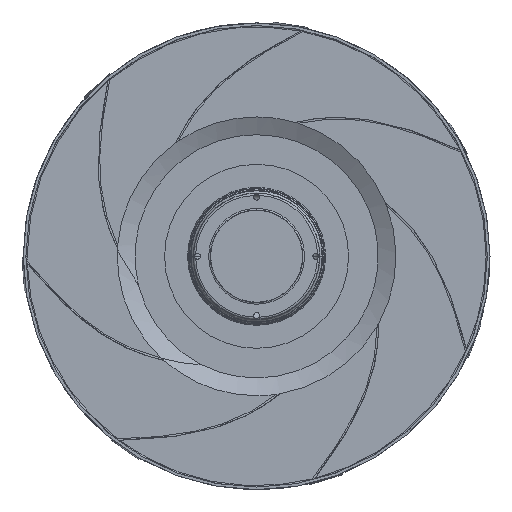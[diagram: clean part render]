
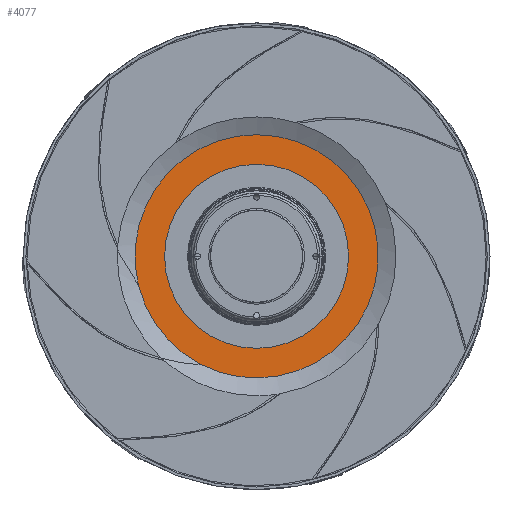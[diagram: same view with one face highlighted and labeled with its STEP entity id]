
A CAD part, front view. The second image highlights one B-rep face of the part: STEP entity #4077.
In plain terms, the highlighted planar face has unit normal (0, -1, 0).
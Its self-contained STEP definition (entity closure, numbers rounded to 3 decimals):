
#185=CARTESIAN_POINT('',(0.,5.,0.));
#186=DIRECTION('',(0.,1.,0.));
#187=DIRECTION('',(-0.971,0.,-0.237));
#188=AXIS2_PLACEMENT_3D('',#185,#186,#187);
#190=CARTESIAN_POINT('',(0.,5.,0.));
#191=DIRECTION('',(0.,1.,0.));
#192=DIRECTION('',(0.,0.,1.));
#193=AXIS2_PLACEMENT_3D('',#190,#191,#192);
#195=CARTESIAN_POINT('',(0.,5.,0.));
#196=DIRECTION('',(0.,1.,0.));
#197=DIRECTION('',(0.971,0.,0.237));
#198=AXIS2_PLACEMENT_3D('',#195,#196,#197);
#200=CARTESIAN_POINT('',(0.,5.,0.));
#201=DIRECTION('',(0.,1.,0.));
#202=DIRECTION('',(0.,0.,-1.));
#203=AXIS2_PLACEMENT_3D('',#200,#201,#202);
#205=CARTESIAN_POINT('',(0.,5.,0.));
#206=DIRECTION('',(0.,1.,0.));
#207=DIRECTION('',(-0.448,0.,-0.894));
#208=AXIS2_PLACEMENT_3D('',#205,#206,#207);
#210=CARTESIAN_POINT('',(60.,5.,0.));
#211=DIRECTION('',(0.,-1.,0.));
#212=DIRECTION('',(1.,0.,0.));
#213=AXIS2_PLACEMENT_3D('',#210,#211,#212);
#215=CARTESIAN_POINT('',(60.,5.,0.));
#216=DIRECTION('',(0.,-1.,0.));
#217=DIRECTION('',(-1.,0.,0.));
#218=AXIS2_PLACEMENT_3D('',#215,#216,#217);
#220=CARTESIAN_POINT('',(18.541,5.,-57.063));
#221=DIRECTION('',(0.,-1.,0.));
#222=DIRECTION('',(0.309,0.,-0.951));
#223=AXIS2_PLACEMENT_3D('',#220,#221,#222);
#225=CARTESIAN_POINT('',(18.541,5.,-57.063));
#226=DIRECTION('',(0.,-1.,0.));
#227=DIRECTION('',(-0.309,0.,0.951));
#228=AXIS2_PLACEMENT_3D('',#225,#226,#227);
#230=CARTESIAN_POINT('',(-48.541,5.,-35.267));
#231=DIRECTION('',(0.,-1.,0.));
#232=DIRECTION('',(-0.809,0.,-0.588));
#233=AXIS2_PLACEMENT_3D('',#230,#231,#232);
#235=CARTESIAN_POINT('',(-48.541,5.,-35.267));
#236=DIRECTION('',(0.,-1.,0.));
#237=DIRECTION('',(0.809,0.,0.588));
#238=AXIS2_PLACEMENT_3D('',#235,#236,#237);
#240=CARTESIAN_POINT('',(-48.541,5.,35.267));
#241=DIRECTION('',(0.,-1.,0.));
#242=DIRECTION('',(-0.809,0.,0.588));
#243=AXIS2_PLACEMENT_3D('',#240,#241,#242);
#245=CARTESIAN_POINT('',(-48.541,5.,35.267));
#246=DIRECTION('',(0.,-1.,0.));
#247=DIRECTION('',(0.809,0.,-0.588));
#248=AXIS2_PLACEMENT_3D('',#245,#246,#247);
#250=CARTESIAN_POINT('',(18.541,5.,57.063));
#251=DIRECTION('',(0.,-1.,0.));
#252=DIRECTION('',(0.309,0.,0.951));
#253=AXIS2_PLACEMENT_3D('',#250,#251,#252);
#255=CARTESIAN_POINT('',(18.541,5.,57.063));
#256=DIRECTION('',(0.,-1.,0.));
#257=DIRECTION('',(-0.309,0.,-0.951));
#258=AXIS2_PLACEMENT_3D('',#255,#256,#257);
#260=CARTESIAN_POINT('',(0.,5.,0.));
#261=DIRECTION('',(0.,-1.,0.));
#262=DIRECTION('',(0.,0.,1.));
#263=AXIS2_PLACEMENT_3D('',#260,#261,#262);
#265=CARTESIAN_POINT('',(0.,5.,0.));
#266=DIRECTION('',(0.,-1.,0.));
#267=DIRECTION('',(0.,0.,-1.));
#268=AXIS2_PLACEMENT_3D('',#265,#266,#267);
#3368=CARTESIAN_POINT('',(0.,5.,-92.5));
#3369=CARTESIAN_POINT('',(-41.476,5.,-82.68));
#3370=VERTEX_POINT('',#3368);
#3371=VERTEX_POINT('',#3369);
#3372=CARTESIAN_POINT('',(89.859,5.,21.947));
#3373=VERTEX_POINT('',#3372);
#3374=CARTESIAN_POINT('',(0.,5.,92.5));
#3375=VERTEX_POINT('',#3374);
#3376=CARTESIAN_POINT('',(-89.859,5.,-21.947));
#3377=VERTEX_POINT('',#3376);
#3401=CARTESIAN_POINT('',(62.75,5.,0.));
#3402=CARTESIAN_POINT('',(57.25,5.,0.));
#3403=VERTEX_POINT('',#3401);
#3404=VERTEX_POINT('',#3402);
#3405=CARTESIAN_POINT('',(19.391,5.,-59.679));
#3406=CARTESIAN_POINT('',(17.691,5.,-54.448));
#3407=VERTEX_POINT('',#3405);
#3408=VERTEX_POINT('',#3406);
#3409=CARTESIAN_POINT('',(-50.766,5.,-36.884));
#3410=CARTESIAN_POINT('',(-46.316,5.,-33.651));
#3411=VERTEX_POINT('',#3409);
#3412=VERTEX_POINT('',#3410);
#3413=CARTESIAN_POINT('',(-50.766,5.,36.884));
#3414=CARTESIAN_POINT('',(-46.316,5.,33.651));
#3415=VERTEX_POINT('',#3413);
#3416=VERTEX_POINT('',#3414);
#3417=CARTESIAN_POINT('',(19.391,5.,59.679));
#3418=CARTESIAN_POINT('',(17.691,5.,54.448));
#3419=VERTEX_POINT('',#3417);
#3420=VERTEX_POINT('',#3418);
#3421=CARTESIAN_POINT('',(0.,5.,51.5));
#3422=CARTESIAN_POINT('',(0.,5.,-51.5));
#3423=VERTEX_POINT('',#3421);
#3424=VERTEX_POINT('',#3422);
#4028=CARTESIAN_POINT('',(0.,5.,0.));
#4029=DIRECTION('',(0.,1.,0.));
#4030=DIRECTION('',(0.,0.,-1.));
#4031=AXIS2_PLACEMENT_3D('',#4028,#4029,#4030);
#4032=PLANE('',#4031);
#4033=ORIENTED_EDGE('',*,*,#3990,.T.);
#4034=ORIENTED_EDGE('',*,*,#3988,.T.);
#4035=ORIENTED_EDGE('',*,*,#3986,.T.);
#4036=ORIENTED_EDGE('',*,*,#3984,.T.);
#4038=ORIENTED_EDGE('',*,*,#4037,.T.);
#4039=EDGE_LOOP('',(#4033,#4034,#4035,#4036,#4038));
#4040=FACE_OUTER_BOUND('',#4039,.F.);
#4042=ORIENTED_EDGE('',*,*,#4041,.T.);
#4044=ORIENTED_EDGE('',*,*,#4043,.T.);
#4045=EDGE_LOOP('',(#4042,#4044));
#4046=FACE_BOUND('',#4045,.F.);
#4048=ORIENTED_EDGE('',*,*,#4047,.T.);
#4050=ORIENTED_EDGE('',*,*,#4049,.T.);
#4051=EDGE_LOOP('',(#4048,#4050));
#4052=FACE_BOUND('',#4051,.F.);
#4054=ORIENTED_EDGE('',*,*,#4053,.T.);
#4056=ORIENTED_EDGE('',*,*,#4055,.T.);
#4057=EDGE_LOOP('',(#4054,#4056));
#4058=FACE_BOUND('',#4057,.F.);
#4060=ORIENTED_EDGE('',*,*,#4059,.T.);
#4062=ORIENTED_EDGE('',*,*,#4061,.T.);
#4063=EDGE_LOOP('',(#4060,#4062));
#4064=FACE_BOUND('',#4063,.F.);
#4066=ORIENTED_EDGE('',*,*,#4065,.T.);
#4068=ORIENTED_EDGE('',*,*,#4067,.T.);
#4069=EDGE_LOOP('',(#4066,#4068));
#4070=FACE_BOUND('',#4069,.F.);
#4072=ORIENTED_EDGE('',*,*,#4071,.T.);
#4074=ORIENTED_EDGE('',*,*,#4073,.T.);
#4075=EDGE_LOOP('',(#4072,#4074));
#4076=FACE_BOUND('',#4075,.F.);
#189=CIRCLE('',#188,92.5);
#194=CIRCLE('',#193,92.5);
#199=CIRCLE('',#198,92.5);
#204=CIRCLE('',#203,92.5);
#209=CIRCLE('',#208,92.5);
#214=CIRCLE('',#213,2.75);
#219=CIRCLE('',#218,2.75);
#224=CIRCLE('',#223,2.75);
#229=CIRCLE('',#228,2.75);
#234=CIRCLE('',#233,2.75);
#239=CIRCLE('',#238,2.75);
#244=CIRCLE('',#243,2.75);
#249=CIRCLE('',#248,2.75);
#254=CIRCLE('',#253,2.75);
#259=CIRCLE('',#258,2.75);
#264=CIRCLE('',#263,51.5);
#269=CIRCLE('',#268,51.5);
#3984=EDGE_CURVE('',#3370,#3371,#204,.T.);
#3986=EDGE_CURVE('',#3373,#3370,#199,.T.);
#3988=EDGE_CURVE('',#3375,#3373,#194,.T.);
#3990=EDGE_CURVE('',#3377,#3375,#189,.T.);
#4037=EDGE_CURVE('',#3371,#3377,#209,.T.);
#4041=EDGE_CURVE('',#3403,#3404,#214,.T.);
#4043=EDGE_CURVE('',#3404,#3403,#219,.T.);
#4047=EDGE_CURVE('',#3407,#3408,#224,.T.);
#4049=EDGE_CURVE('',#3408,#3407,#229,.T.);
#4053=EDGE_CURVE('',#3411,#3412,#234,.T.);
#4055=EDGE_CURVE('',#3412,#3411,#239,.T.);
#4059=EDGE_CURVE('',#3415,#3416,#244,.T.);
#4061=EDGE_CURVE('',#3416,#3415,#249,.T.);
#4065=EDGE_CURVE('',#3419,#3420,#254,.T.);
#4067=EDGE_CURVE('',#3420,#3419,#259,.T.);
#4071=EDGE_CURVE('',#3423,#3424,#264,.T.);
#4073=EDGE_CURVE('',#3424,#3423,#269,.T.);
#4077=ADVANCED_FACE('',(#4040,#4046,#4052,#4058,#4064,#4070,#4076),#4032,.F.);
